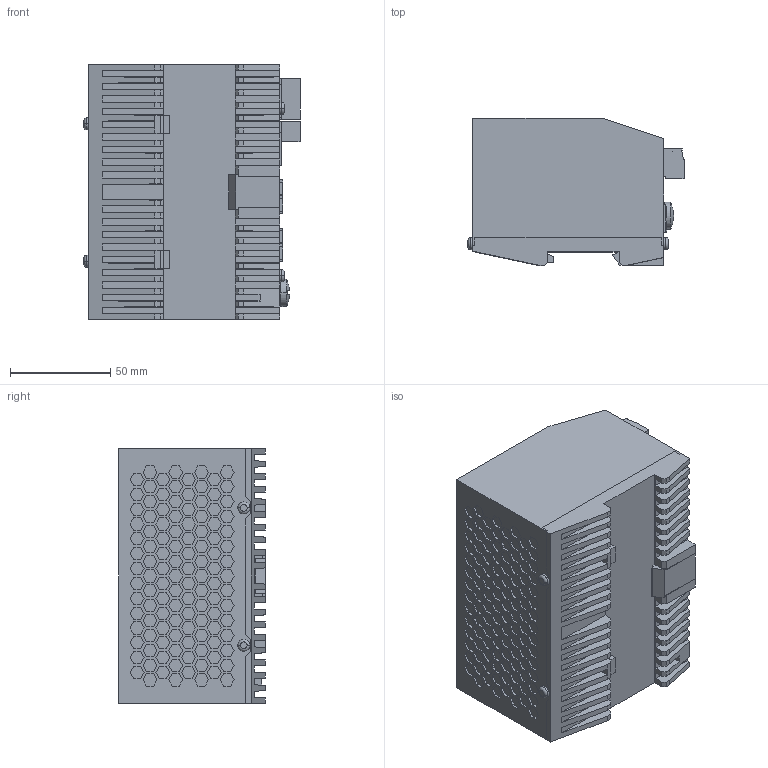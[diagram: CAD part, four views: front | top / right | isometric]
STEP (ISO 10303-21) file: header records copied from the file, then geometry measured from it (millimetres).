
FILE_DESCRIPTION(('SolidDesigner STEP Export'),'2;1');
FILE_NAME('2700689_FL_SWITCH_IRT_4TX-select.stp','2013-01-29T14:22:15',(''),(''),'Creo Elements/Direct Modeling STEP processor for AP214 (Solid Model)','Creo Elements/Direct Modeling 18.1 06-May-2012 (C) Parametric Technology GmbH','');
FILE_SCHEMA(('AUTOMOTIVE_DESIGN { 1 0 10303 214 1 1 1 1 }'));
Products named in the file (2): 2700689_FL_SWITCH_IRT_4TX-select
Assembly tree (1 placements, depth 2):
  2700689_FL_SWITCH_IRT_4TX-select
    2700689_FL_SWITCH_IRT_4TX-select
Bounding box: 107.61 x 73.2 x 127 mm (x, y, z)
Volume: 797360.8 mm3; surface area: 71600.1 mm2
Topology: 1 solids, 1 shells, 1997 faces, 5214 edges, 3459 vertices
Faces by surface type: plane 1893, cylinder 82, torus 12, cone 8, sphere 2
Entity records: 75045 total; most frequent: CARTESIAN_POINT 10449, ORIENTED_EDGE 10428, DIRECTION 9021, EDGE_CURVE 5214, VECTOR 4959, LINE 4959, VERTEX_POINT 3459, EDGE_LOOP 2239
